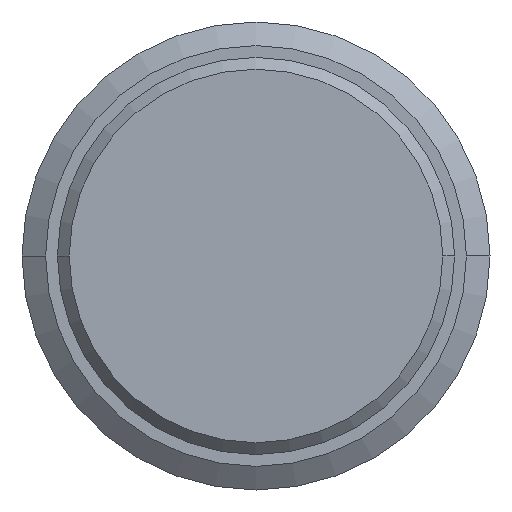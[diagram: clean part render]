
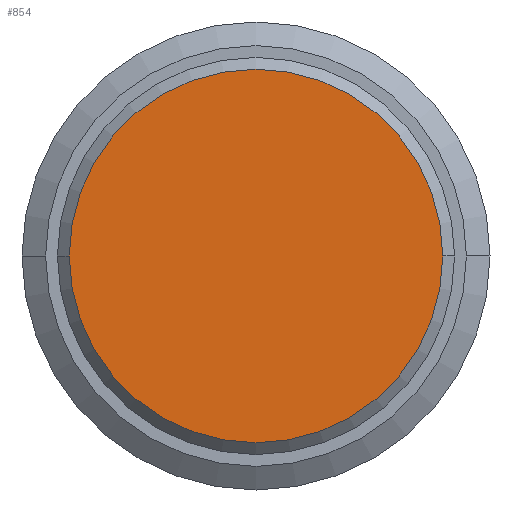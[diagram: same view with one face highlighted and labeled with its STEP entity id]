
A CAD part, left-side view. The second image highlights one B-rep face of the part: STEP entity #854.
In plain terms, the highlighted planar face has unit normal (-1, 0, 0).
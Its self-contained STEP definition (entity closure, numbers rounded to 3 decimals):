
#13 = CIRCLE ( 'NONE', #372, 0.79 ) ;
#52 = VERTEX_POINT ( 'NONE', #431 ) ;
#67 = DIRECTION ( 'NONE',  ( 0., 1., 0. ) ) ;
#85 = AXIS2_PLACEMENT_3D ( 'NONE', #762, #109, #175 ) ;
#97 = ORIENTED_EDGE ( 'NONE', *, *, #325, .F. ) ;
#109 = DIRECTION ( 'NONE',  ( 1., 0., 0. ) ) ;
#175 = DIRECTION ( 'NONE',  ( 0., 1., 0. ) ) ;
#236 = CARTESIAN_POINT ( 'NONE',  ( -2.605, -0.79, 0. ) ) ;
#273 = CIRCLE ( 'NONE', #85, 0.79 ) ;
#325 = EDGE_CURVE ( 'NONE', #52, #413, #13, .T. ) ;
#357 = PLANE ( 'NONE',  #384 ) ;
#372 = AXIS2_PLACEMENT_3D ( 'NONE', #584, #739, #67 ) ;
#384 = AXIS2_PLACEMENT_3D ( 'NONE', #574, #890, #588 ) ;
#413 = VERTEX_POINT ( 'NONE', #236 ) ;
#431 = CARTESIAN_POINT ( 'NONE',  ( -2.605, 0.79, 0. ) ) ;
#505 = FACE_OUTER_BOUND ( 'NONE', #952, .T. ) ;
#574 = CARTESIAN_POINT ( 'NONE',  ( -2.605, 0., 0. ) ) ;
#584 = CARTESIAN_POINT ( 'NONE',  ( -2.605, 0., 0. ) ) ;
#588 = DIRECTION ( 'NONE',  ( 0., -1., 0. ) ) ;
#700 = EDGE_CURVE ( 'NONE', #413, #52, #273, .T. ) ;
#710 = ORIENTED_EDGE ( 'NONE', *, *, #700, .F. ) ;
#739 = DIRECTION ( 'NONE',  ( 1., 0., 0. ) ) ;
#762 = CARTESIAN_POINT ( 'NONE',  ( -2.605, 0., 0. ) ) ;
#854 = ADVANCED_FACE ( 'NONE', ( #505 ), #357, .T. ) ;
#890 = DIRECTION ( 'NONE',  ( -1., 0., 0. ) ) ;
#952 = EDGE_LOOP ( 'NONE', ( #97, #710 ) ) ;
